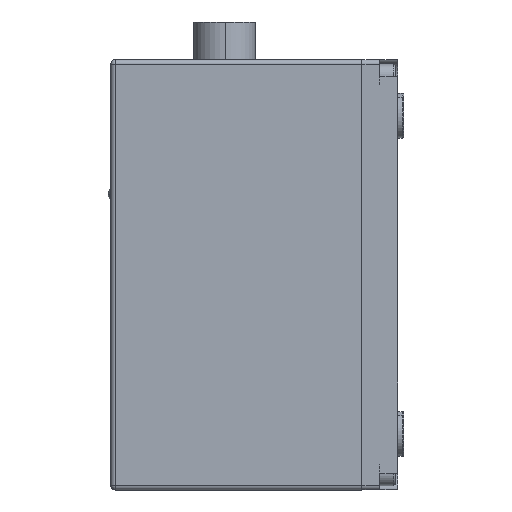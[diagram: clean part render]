
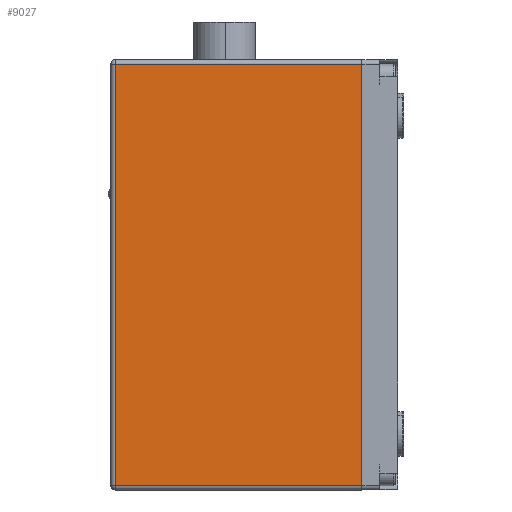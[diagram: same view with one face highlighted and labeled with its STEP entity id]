
A CAD part, left-side view. The second image highlights one B-rep face of the part: STEP entity #9027.
In plain terms, the highlighted planar face has unit normal (-1, 0, 0).
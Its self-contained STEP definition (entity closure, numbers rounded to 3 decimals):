
#8714 = EDGE_CURVE ( 'NONE', #8716, #8719, #75893, .T. ) ;
#8716 = VERTEX_POINT ( 'NONE', #75885 ) ;
#8719 = VERTEX_POINT ( 'NONE', #75881 ) ;
#8957 = EDGE_CURVE ( 'NONE', #8962, #8716, #77706, .T. ) ;
#8959 = EDGE_CURVE ( 'NONE', #9032, #8962, #77697, .T. ) ;
#8960 = ORIENTED_EDGE ( 'NONE', *, *, #8957, .T. ) ;
#8961 = ORIENTED_EDGE ( 'NONE', *, *, #8959, .T. ) ;
#8962 = VERTEX_POINT ( 'NONE', #77691 ) ;
#8963 = ORIENTED_EDGE ( 'NONE', *, *, #9031, .T. ) ;
#9019 = EDGE_LOOP ( 'NONE', ( #9028, #8963, #8961, #8960 ) ) ;
#9027 = ADVANCED_FACE ( 'NONE', ( #77860 ), #77859, .F. ) ;
#9028 = ORIENTED_EDGE ( 'NONE', *, *, #8714, .T. ) ;
#9031 = EDGE_CURVE ( 'NONE', #8719, #9032, #77967, .T. ) ;
#9032 = VERTEX_POINT ( 'NONE', #77958 ) ;
#75881 = CARTESIAN_POINT ( 'NONE',  ( -80.803, -11.109, 48.528 ) ) ;
#75885 = CARTESIAN_POINT ( 'NONE',  ( -80.803, -11.109, -11.162 ) ) ;
#75890 = DIRECTION ( 'NONE',  ( 0., 0., 1. ) ) ;
#75891 = VECTOR ( 'NONE', #75890, 1000. ) ;
#75892 = CARTESIAN_POINT ( 'NONE',  ( -80.803, -11.109, 49.163 ) ) ;
#75893 = LINE ( 'NONE', #75892, #75891 ) ;
#77691 = CARTESIAN_POINT ( 'NONE',  ( -80.803, 23.816, -11.162 ) ) ;
#77694 = DIRECTION ( 'NONE',  ( 0., 0., -1. ) ) ;
#77695 = VECTOR ( 'NONE', #77694, 1000. ) ;
#77696 = CARTESIAN_POINT ( 'NONE',  ( -80.803, 23.816, 49.163 ) ) ;
#77697 = LINE ( 'NONE', #77696, #77695 ) ;
#77702 = DIRECTION ( 'NONE',  ( 0., -1., 0. ) ) ;
#77703 = VECTOR ( 'NONE', #77702, 1000. ) ;
#77704 = CARTESIAN_POINT ( 'NONE',  ( -80.803, 24.451, -11.162 ) ) ;
#77706 = LINE ( 'NONE', #77704, #77703 ) ;
#77850 = DIRECTION ( 'NONE',  ( 0., 0., -1. ) ) ;
#77851 = DIRECTION ( 'NONE',  ( 1., 0., 0. ) ) ;
#77852 = CARTESIAN_POINT ( 'NONE',  ( -80.803, 24.451, 49.163 ) ) ;
#77853 = AXIS2_PLACEMENT_3D ( 'NONE', #77852, #77851, #77850 ) ;
#77859 = PLANE ( 'NONE',  #77853 ) ;
#77860 = FACE_OUTER_BOUND ( 'NONE', #9019, .T. ) ;
#77958 = CARTESIAN_POINT ( 'NONE',  ( -80.803, 23.816, 48.528 ) ) ;
#77960 = DIRECTION ( 'NONE',  ( 0., 1., 0. ) ) ;
#77961 = VECTOR ( 'NONE', #77960, 1000. ) ;
#77964 = CARTESIAN_POINT ( 'NONE',  ( -80.803, 24.451, 48.528 ) ) ;
#77967 = LINE ( 'NONE', #77964, #77961 ) ;
